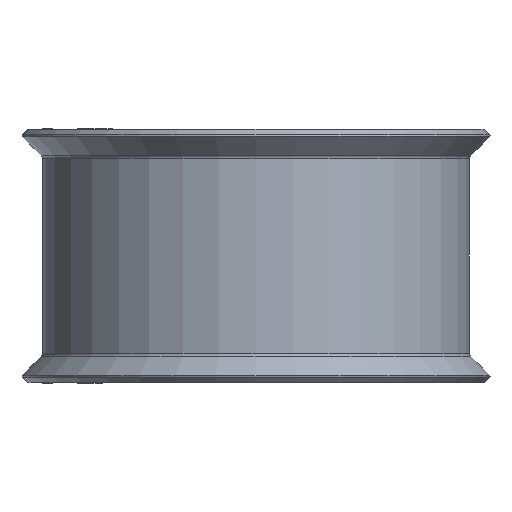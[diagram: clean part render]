
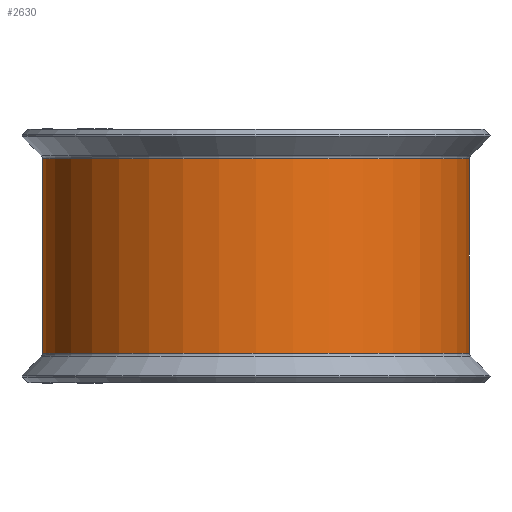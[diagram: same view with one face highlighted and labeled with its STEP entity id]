
A CAD part, front view. The second image highlights one B-rep face of the part: STEP entity #2630.
In plain terms, the highlighted cylindrical face has radius 13.335 mm (diameter 26.67 mm), a partial arc.
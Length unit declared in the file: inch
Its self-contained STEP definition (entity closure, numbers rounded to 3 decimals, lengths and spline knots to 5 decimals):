
#19 = LINE ( 'NONE', #1488, #2517 ) ;
#43 = CARTESIAN_POINT ( 'NONE',  ( 0.5, -0.968, -0.23972 ) ) ;
#102 = CARTESIAN_POINT ( 'NONE',  ( -0.025, -0.968, -0.23972 ) ) ;
#116 = VERTEX_POINT ( 'NONE', #102 ) ;
#304 = DIRECTION ( 'NONE',  ( -1., 0., 0. ) ) ;
#329 = EDGE_CURVE ( 'NONE', #1574, #116, #19, .T. ) ;
#356 = EDGE_CURVE ( 'NONE', #697, #116, #1874, .T. ) ;
#383 = ORIENTED_EDGE ( 'NONE', *, *, #2391, .T. ) ;
#429 = AXIS2_PLACEMENT_3D ( 'NONE', #1220, #2879, #1448 ) ;
#539 = AXIS2_PLACEMENT_3D ( 'NONE', #2277, #2038, #2521 ) ;
#624 = EDGE_CURVE ( 'NONE', #2245, #697, #1499, .T. ) ;
#627 = CARTESIAN_POINT ( 'NONE',  ( 0.5, -0.443, 0.23972 ) ) ;
#697 = VERTEX_POINT ( 'NONE', #2784 ) ;
#1151 = ORIENTED_EDGE ( 'NONE', *, *, #329, .T. ) ;
#1220 = CARTESIAN_POINT ( 'NONE',  ( 0.5, -0.968, 0.23972 ) ) ;
#1356 = VECTOR ( 'NONE', #2031, 39.37008 ) ;
#1448 = DIRECTION ( 'NONE',  ( -1., 0., 0. ) ) ;
#1488 = CARTESIAN_POINT ( 'NONE',  ( -0.025, -0.968, 0.3125 ) ) ;
#1499 = LINE ( 'NONE', #1786, #1356 ) ;
#1574 = VERTEX_POINT ( 'NONE', #1822 ) ;
#1743 = DIRECTION ( 'NONE',  ( 0., 0., -1. ) ) ;
#1786 = CARTESIAN_POINT ( 'NONE',  ( 0.5, -0.443, 0.3125 ) ) ;
#1822 = CARTESIAN_POINT ( 'NONE',  ( -0.025, -0.968, 0.23972 ) ) ;
#1874 = CIRCLE ( 'NONE', #2339, 0.525 ) ;
#1970 = DIRECTION ( 'NONE',  ( 0., 0., -1. ) ) ;
#2031 = DIRECTION ( 'NONE',  ( 0., 0., -1. ) ) ;
#2038 = DIRECTION ( 'NONE',  ( 0., 0., -1. ) ) ;
#2245 = VERTEX_POINT ( 'NONE', #627 ) ;
#2277 = CARTESIAN_POINT ( 'NONE',  ( 0.5, -0.968, 0.3125 ) ) ;
#2339 = AXIS2_PLACEMENT_3D ( 'NONE', #43, #1743, #304 ) ;
#2391 = EDGE_CURVE ( 'NONE', #2245, #1574, #2796, .T. ) ;
#2517 = VECTOR ( 'NONE', #1970, 39.37008 ) ;
#2521 = DIRECTION ( 'NONE',  ( -1., 0., 0. ) ) ;
#2529 = ORIENTED_EDGE ( 'NONE', *, *, #624, .F. ) ;
#2630 = ADVANCED_FACE ( 'NONE', ( #2988 ), #2909, .T. ) ;
#2784 = CARTESIAN_POINT ( 'NONE',  ( 0.5, -0.443, -0.23972 ) ) ;
#2796 = CIRCLE ( 'NONE', #429, 0.525 ) ;
#2879 = DIRECTION ( 'NONE',  ( 0., 0., -1. ) ) ;
#2909 = CYLINDRICAL_SURFACE ( 'NONE', #539, 0.525 ) ;
#2914 = ORIENTED_EDGE ( 'NONE', *, *, #356, .F. ) ;
#2976 = EDGE_LOOP ( 'NONE', ( #1151, #2914, #2529, #383 ) ) ;
#2988 = FACE_OUTER_BOUND ( 'NONE', #2976, .T. ) ;
